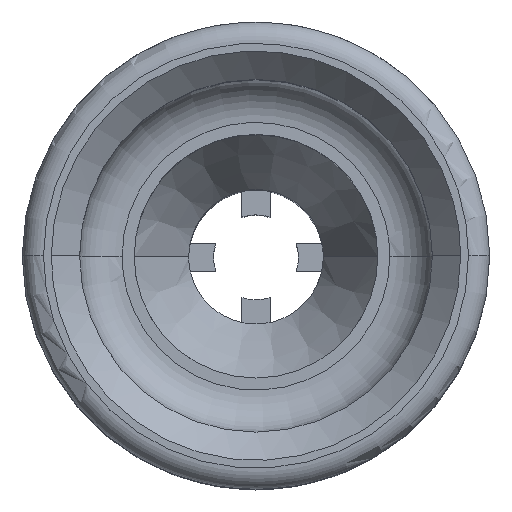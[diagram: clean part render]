
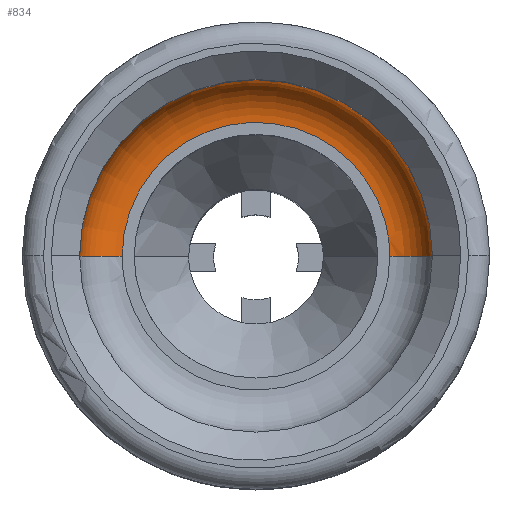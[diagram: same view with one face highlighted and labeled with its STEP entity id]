
A CAD part, top view. The second image highlights one B-rep face of the part: STEP entity #834.
In plain terms, the highlighted toroidal (fillet/blend) face has major radius 2.4 mm and minor radius 0.762 mm.
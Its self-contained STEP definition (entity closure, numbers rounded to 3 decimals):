
#803=AXIS2_PLACEMENT_3D('Circle Axis2P3D',#801,#802,$) ;
#808=AXIS2_PLACEMENT_3D('Circle Axis2P3D',#806,#807,$) ;
#821=AXIS2_PLACEMENT_3D('Torus Axis2P3D',#818,#819,#820) ;
#825=AXIS2_PLACEMENT_3D('Circle Axis2P3D',#823,#824,$) ;
#753=CARTESIAN_POINT('Control Point',(1.791,4.191,17.526)) ;
#754=CARTESIAN_POINT('Control Point',(1.791,4.945,17.526)) ;
#755=CARTESIAN_POINT('Control Point',(2.086,5.7,17.526)) ;
#756=CARTESIAN_POINT('Control Point',(2.683,6.296,17.526)) ;
#757=CARTESIAN_POINT('Control Point',(4.191,6.887,17.526)) ;
#758=CARTESIAN_POINT('Control Point',(5.699,6.296,17.526)) ;
#759=CARTESIAN_POINT('Control Point',(6.296,5.7,17.526)) ;
#760=CARTESIAN_POINT('Control Point',(6.591,4.945,17.526)) ;
#761=CARTESIAN_POINT('Control Point',(6.591,4.191,17.526)) ;
#762=CARTESIAN_POINT('Vertex',(1.791,4.191,17.526)) ;
#764=CARTESIAN_POINT('Vertex',(6.591,4.191,17.526)) ;
#796=CARTESIAN_POINT('Vertex',(7.353,4.191,18.288)) ;
#798=CARTESIAN_POINT('Vertex',(1.029,4.191,18.288)) ;
#801=CARTESIAN_POINT('Axis2P3D Location',(6.591,4.191,18.288)) ;
#806=CARTESIAN_POINT('Axis2P3D Location',(1.791,4.191,18.288)) ;
#818=CARTESIAN_POINT('Axis2P3D Location',(4.191,4.191,18.288)) ;
#823=CARTESIAN_POINT('Axis2P3D Location',(4.191,4.191,18.288)) ;
#802=DIRECTION('Axis2P3D Direction',(0.,1.,0.)) ;
#807=DIRECTION('Axis2P3D Direction',(0.,-1.,0.)) ;
#819=DIRECTION('Axis2P3D Direction',(0.,0.,-1.)) ;
#820=DIRECTION('Axis2P3D XDirection',(-0.988,-0.156,0.)) ;
#824=DIRECTION('Axis2P3D Direction',(0.,0.,-1.)) ;
#829=ORIENTED_EDGE('',*,*,#766,.T.) ;
#830=ORIENTED_EDGE('',*,*,#805,.F.) ;
#831=ORIENTED_EDGE('',*,*,#827,.F.) ;
#832=ORIENTED_EDGE('',*,*,#810,.T.) ;
#834=ADVANCED_FACE('Geometry.1',(#833),#822,.F.) ;
#804=CIRCLE('generated circle',#803,0.762) ;
#809=CIRCLE('generated circle',#808,0.762) ;
#826=CIRCLE('generated circle',#825,3.162) ;
#822=TOROIDAL_SURFACE('homeo Torus',#821,2.4,0.762) ;
#766=EDGE_CURVE('',#763,#765,#752,.T.) ;
#805=EDGE_CURVE('',#797,#765,#804,.T.) ;
#810=EDGE_CURVE('',#799,#763,#809,.T.) ;
#827=EDGE_CURVE('',#799,#797,#826,.T.) ;
#828=EDGE_LOOP('',(#829,#830,#831,#832)) ;
#833=FACE_OUTER_BOUND('',#828,.T.) ;
#763=VERTEX_POINT('',#762) ;
#765=VERTEX_POINT('',#764) ;
#797=VERTEX_POINT('',#796) ;
#799=VERTEX_POINT('',#798) ;
#752=(BOUNDED_CURVE()B_SPLINE_CURVE(5,(#753,#754,#755,#756,#757,#758,#759,#760,#761),.UNSPECIFIED.,.F.,.U.)B_SPLINE_CURVE_WITH_KNOTS((6,3,6),(0.,4.028,8.056),.UNSPECIFIED.)CURVE()GEOMETRIC_REPRESENTATION_ITEM()RATIONAL_B_SPLINE_CURVE((1.,1.,1.,1.,1.,1.,1.,1.,1.))REPRESENTATION_ITEM('')) ;
